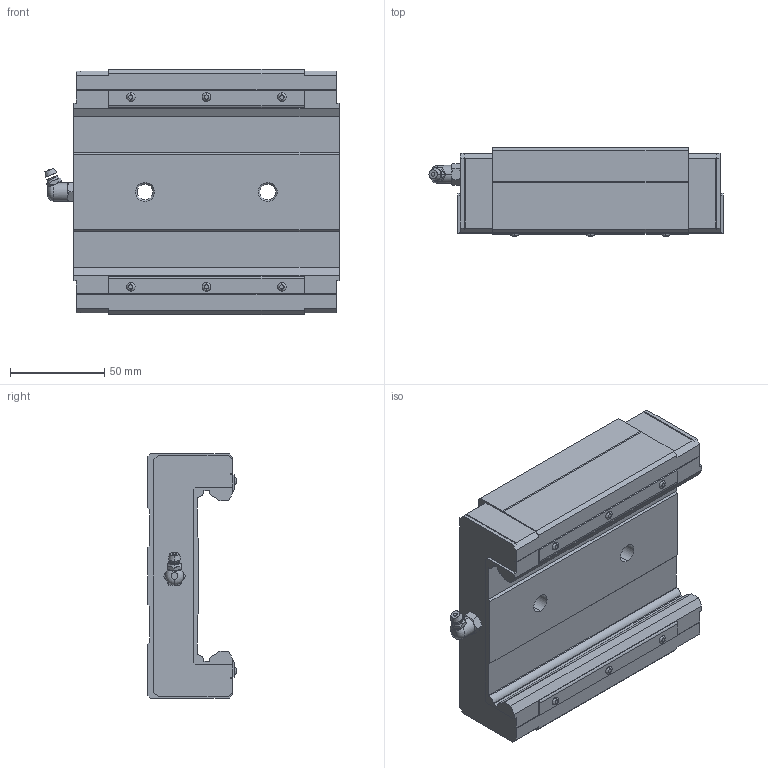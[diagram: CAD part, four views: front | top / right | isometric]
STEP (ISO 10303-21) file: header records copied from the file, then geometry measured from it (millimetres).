
FILE_DESCRIPTION (( 'STEP AP214' ), '1' );
FILE_NAME ('HRW50CRSS, Føringsvogn, Bondy.STEP', '2020-06-15T07:51:19', ( '' ), ( '' ), 'SwSTEP 2.0', 'SolidWorks 2020', '' );
FILE_SCHEMA (( 'AUTOMOTIVE_DESIGN' ));
Length unit declared in the file: millimetre
Products named in the file (3): _HRW50CRSSB-PT1_81 Slide17-60; _HRW-B-PT1_8_grease_nipple_joint; HRW50CRSS, Føringsvogn, Bondy
Assembly tree (2 placements, depth 2):
  HRW50CRSS, Føringsvogn, Bondy
    _HRW50CRSSB-PT1_81 Slide17-60
    _HRW-B-PT1_8_grease_nipple_joint
Bounding box: 155.7 x 46.6 x 130 mm (x, y, z)
Volume: 561241.2 mm3; surface area: 68849.5 mm2
Topology: 1 solids, 3 shells, 218 faces, 570 edges, 359 vertices
Faces by surface type: plane 127, cone 48, cylinder 24, bspline 17, torus 2
Entity records: 7310 total; most frequent: CARTESIAN_POINT 1991, ORIENTED_EDGE 1112, DIRECTION 1046, EDGE_CURVE 558, LINE 384, VECTOR 384, VERTEX_POINT 359, AXIS2_PLACEMENT_3D 331
